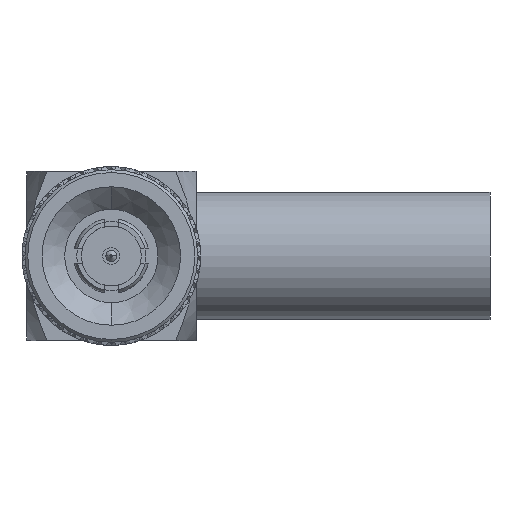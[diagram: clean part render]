
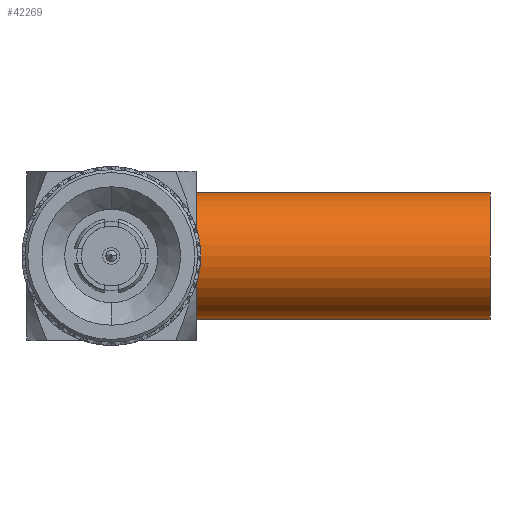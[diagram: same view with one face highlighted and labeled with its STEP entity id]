
A CAD part, left-side view. The second image highlights one B-rep face of the part: STEP entity #42269.
In plain terms, the highlighted cylindrical face has radius 2.857 mm (diameter 5.715 mm), a partial arc.
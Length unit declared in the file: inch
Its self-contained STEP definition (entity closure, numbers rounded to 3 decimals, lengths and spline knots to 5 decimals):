
#4 = EDGE_CURVE ( 'NONE', #19972, #38331, #61617, .T. ) ;
#963 = CARTESIAN_POINT ( 'NONE',  ( 0.0704, -0.15, -0.1125 ) ) ;
#1139 = ORIENTED_EDGE ( 'NONE', *, *, #4, .F. ) ;
#4926 = DIRECTION ( 'NONE',  ( 0., 0., 1. ) ) ;
#8405 = DIRECTION ( 'NONE',  ( 0., 0., -1. ) ) ;
#11035 = CYLINDRICAL_SURFACE ( 'NONE', #72556, 0.1125 ) ;
#13115 = EDGE_CURVE ( 'NONE', #18615, #19972, #41196, .T. ) ;
#16229 = ORIENTED_EDGE ( 'NONE', *, *, #71016, .T. ) ;
#18002 = FACE_OUTER_BOUND ( 'NONE', #68201, .T. ) ;
#18615 = VERTEX_POINT ( 'NONE', #46684 ) ;
#19972 = VERTEX_POINT ( 'NONE', #31779 ) ;
#22194 = DIRECTION ( 'NONE',  ( 0., 0., 1. ) ) ;
#22443 = DIRECTION ( 'NONE',  ( 0., 1., 0. ) ) ;
#31323 = CIRCLE ( 'NONE', #34108, 0.1125 ) ;
#31779 = CARTESIAN_POINT ( 'NONE',  ( 0.0704, -0.67, -0.1125 ) ) ;
#34108 = AXIS2_PLACEMENT_3D ( 'NONE', #68797, #81867, #22194 ) ;
#35851 = CARTESIAN_POINT ( 'NONE',  ( 0.0704, -0.67, 0. ) ) ;
#38047 = DIRECTION ( 'NONE',  ( 0., 1., 0. ) ) ;
#38331 = VERTEX_POINT ( 'NONE', #963 ) ;
#41196 = CIRCLE ( 'NONE', #45362, 0.1125 ) ;
#42247 = VECTOR ( 'NONE', #22443, 39.37008 ) ;
#42269 = ADVANCED_FACE ( 'NONE', ( #18002 ), #11035, .T. ) ;
#42432 = LINE ( 'NONE', #48941, #52174 ) ;
#44584 = CARTESIAN_POINT ( 'NONE',  ( 0.0704, -0.67, 0. ) ) ;
#45362 = AXIS2_PLACEMENT_3D ( 'NONE', #35851, #55004, #8405 ) ;
#46151 = CARTESIAN_POINT ( 'NONE',  ( 0.0704, -0.15, 0.1125 ) ) ;
#46684 = CARTESIAN_POINT ( 'NONE',  ( 0.0704, -0.67, 0.1125 ) ) ;
#48941 = CARTESIAN_POINT ( 'NONE',  ( 0.0704, -0.67, 0.1125 ) ) ;
#52174 = VECTOR ( 'NONE', #77280, 39.37008 ) ;
#55004 = DIRECTION ( 'NONE',  ( 0., -1., 0. ) ) ;
#58550 = ORIENTED_EDGE ( 'NONE', *, *, #13115, .F. ) ;
#61617 = LINE ( 'NONE', #82110, #42247 ) ;
#68064 = ORIENTED_EDGE ( 'NONE', *, *, #71551, .T. ) ;
#68201 = EDGE_LOOP ( 'NONE', ( #1139, #58550, #16229, #68064 ) ) ;
#68797 = CARTESIAN_POINT ( 'NONE',  ( 0.0704, -0.15, 0. ) ) ;
#71016 = EDGE_CURVE ( 'NONE', #18615, #76420, #42432, .T. ) ;
#71551 = EDGE_CURVE ( 'NONE', #76420, #38331, #31323, .T. ) ;
#72556 = AXIS2_PLACEMENT_3D ( 'NONE', #44584, #38047, #4926 ) ;
#76420 = VERTEX_POINT ( 'NONE', #46151 ) ;
#77280 = DIRECTION ( 'NONE',  ( 0., 1., 0. ) ) ;
#81867 = DIRECTION ( 'NONE',  ( 0., -1., 0. ) ) ;
#82110 = CARTESIAN_POINT ( 'NONE',  ( 0.0704, -0.67, -0.1125 ) ) ;
